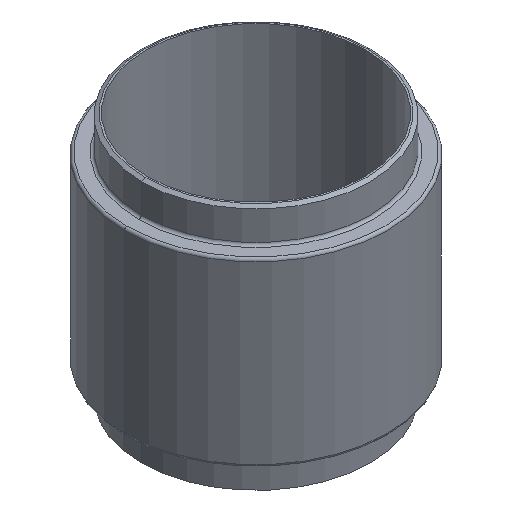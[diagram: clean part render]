
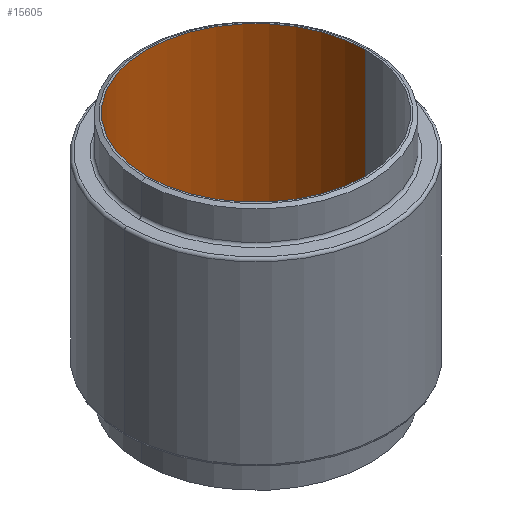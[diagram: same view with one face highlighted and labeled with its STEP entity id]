
A CAD part, isometric view. The second image highlights one B-rep face of the part: STEP entity #15605.
In plain terms, the highlighted cylindrical face has radius 130.2 mm (diameter 260.4 mm), a partial arc.
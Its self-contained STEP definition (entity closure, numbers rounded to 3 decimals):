
#456 = DIRECTION ( 'NONE',  ( 0., 0., 1. ) ) ;
#886 = CARTESIAN_POINT ( 'NONE',  ( 0., 0., 0. ) ) ;
#2982 = CARTESIAN_POINT ( 'NONE',  ( 130.2, 0., 0. ) ) ;
#4261 = LINE ( 'NONE', #10761, #6993 ) ;
#5067 = VERTEX_POINT ( 'NONE', #9625 ) ;
#5431 = VERTEX_POINT ( 'NONE', #17054 ) ;
#5608 = CIRCLE ( 'NONE', #7412, 130.2 ) ;
#6234 = DIRECTION ( 'NONE',  ( 0., 0., 1. ) ) ;
#6240 = DIRECTION ( 'NONE',  ( 1., 0., 0. ) ) ;
#6680 = CARTESIAN_POINT ( 'NONE',  ( 130.2, 0., -295. ) ) ;
#6802 = FACE_OUTER_BOUND ( 'NONE', #9422, .T. ) ;
#6942 = CYLINDRICAL_SURFACE ( 'NONE', #23638, 130.2 ) ;
#6993 = VECTOR ( 'NONE', #6234, 1000. ) ;
#7412 = AXIS2_PLACEMENT_3D ( 'NONE', #19675, #23777, #6240 ) ;
#9422 = EDGE_LOOP ( 'NONE', ( #13250, #20434, #22378, #27438 ) ) ;
#9625 = CARTESIAN_POINT ( 'NONE',  ( -130.2, 0., -295. ) ) ;
#10129 = DIRECTION ( 'NONE',  ( 1., 0., 0. ) ) ;
#10761 = CARTESIAN_POINT ( 'NONE',  ( -130.2, 0., 0. ) ) ;
#11944 = CIRCLE ( 'NONE', #23206, 130.2 ) ;
#12122 = DIRECTION ( 'NONE',  ( 0., 0., 1. ) ) ;
#13250 = ORIENTED_EDGE ( 'NONE', *, *, #25895, .F. ) ;
#13791 = EDGE_CURVE ( 'NONE', #20815, #21610, #24754, .T. ) ;
#14013 = DIRECTION ( 'NONE',  ( 0., 0., 1. ) ) ;
#15080 = VECTOR ( 'NONE', #14013, 1000. ) ;
#15569 = DIRECTION ( 'NONE',  ( 1., 0., 0. ) ) ;
#15605 = ADVANCED_FACE ( 'NONE', ( #6802 ), #6942, .F. ) ;
#16291 = EDGE_CURVE ( 'NONE', #20815, #5067, #5608, .T. ) ;
#16637 = CARTESIAN_POINT ( 'NONE',  ( 0., 0., 0. ) ) ;
#17054 = CARTESIAN_POINT ( 'NONE',  ( -130.2, 0., 0. ) ) ;
#19675 = CARTESIAN_POINT ( 'NONE',  ( 0., 0., -295. ) ) ;
#20287 = CARTESIAN_POINT ( 'NONE',  ( 130.2, 0., 0. ) ) ;
#20434 = ORIENTED_EDGE ( 'NONE', *, *, #16291, .F. ) ;
#20815 = VERTEX_POINT ( 'NONE', #6680 ) ;
#21610 = VERTEX_POINT ( 'NONE', #20287 ) ;
#22378 = ORIENTED_EDGE ( 'NONE', *, *, #13791, .T. ) ;
#23206 = AXIS2_PLACEMENT_3D ( 'NONE', #16637, #12122, #10129 ) ;
#23638 = AXIS2_PLACEMENT_3D ( 'NONE', #886, #456, #15569 ) ;
#23777 = DIRECTION ( 'NONE',  ( 0., 0., 1. ) ) ;
#24754 = LINE ( 'NONE', #2982, #15080 ) ;
#25352 = EDGE_CURVE ( 'NONE', #21610, #5431, #11944, .T. ) ;
#25895 = EDGE_CURVE ( 'NONE', #5067, #5431, #4261, .T. ) ;
#27438 = ORIENTED_EDGE ( 'NONE', *, *, #25352, .T. ) ;
